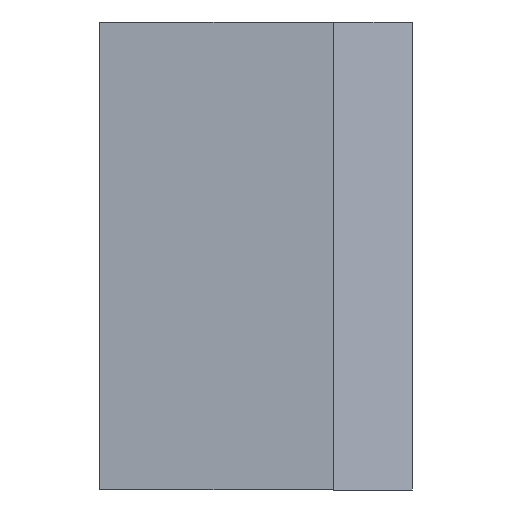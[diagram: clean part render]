
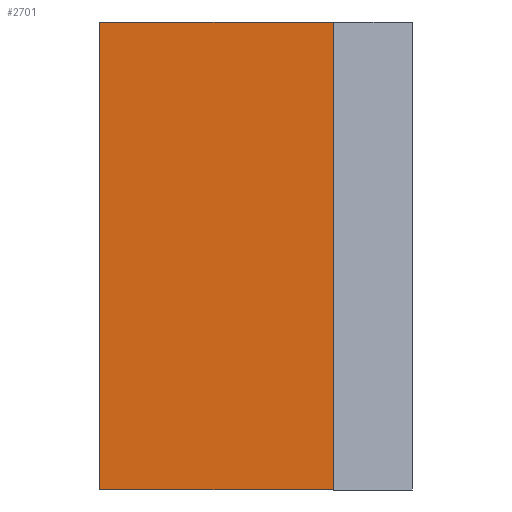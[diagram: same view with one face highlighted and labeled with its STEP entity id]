
A CAD part, left-side view. The second image highlights one B-rep face of the part: STEP entity #2701.
In plain terms, the highlighted planar face has unit normal (-1, 0, 0).
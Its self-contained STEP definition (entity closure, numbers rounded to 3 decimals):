
#87 = EDGE_CURVE ( 'NONE', #1766, #4213, #807, .T. ) ;
#171 = EDGE_CURVE ( 'NONE', #953, #4213, #2183, .T. ) ;
#346 = EDGE_CURVE ( 'NONE', #1821, #1766, #1060, .T. ) ;
#350 = CARTESIAN_POINT ( 'NONE',  ( -6.178, 6.937, 0. ) ) ;
#382 = PLANE ( 'NONE',  #3330 ) ;
#409 = FACE_OUTER_BOUND ( 'NONE', #2306, .T. ) ;
#536 = CARTESIAN_POINT ( 'NONE',  ( -6.178, -4.243, 0. ) ) ;
#807 = LINE ( 'NONE', #5383, #1601 ) ;
#953 = VERTEX_POINT ( 'NONE', #4771 ) ;
#1060 = LINE ( 'NONE', #536, #2809 ) ;
#1112 = ORIENTED_EDGE ( 'NONE', *, *, #4462, .F. ) ;
#1330 = DIRECTION ( 'NONE',  ( 0., 0., 1. ) ) ;
#1601 = VECTOR ( 'NONE', #1330, 1000. ) ;
#1766 = VERTEX_POINT ( 'NONE', #4695 ) ;
#1821 = VERTEX_POINT ( 'NONE', #350 ) ;
#2175 = CARTESIAN_POINT ( 'NONE',  ( -6.178, -4.243, 10. ) ) ;
#2183 = LINE ( 'NONE', #5782, #5636 ) ;
#2199 = DIRECTION ( 'NONE',  ( 0., 0., 1. ) ) ;
#2260 = ORIENTED_EDGE ( 'NONE', *, *, #87, .F. ) ;
#2297 = VECTOR ( 'NONE', #2717, 1000. ) ;
#2306 = EDGE_LOOP ( 'NONE', ( #1112, #3694, #2260, #2549 ) ) ;
#2549 = ORIENTED_EDGE ( 'NONE', *, *, #346, .F. ) ;
#2661 = LINE ( 'NONE', #3214, #2297 ) ;
#2701 = ADVANCED_FACE ( 'NONE', ( #409 ), #382, .T. ) ;
#2717 = DIRECTION ( 'NONE',  ( 0., 0., -1. ) ) ;
#2809 = VECTOR ( 'NONE', #2844, 1000. ) ;
#2838 = CARTESIAN_POINT ( 'NONE',  ( -6.178, 11.938, 10. ) ) ;
#2844 = DIRECTION ( 'NONE',  ( 0., 1., 0. ) ) ;
#3214 = CARTESIAN_POINT ( 'NONE',  ( -6.178, 6.937, 10. ) ) ;
#3330 = AXIS2_PLACEMENT_3D ( 'NONE', #2175, #4443, #2199 ) ;
#3480 = DIRECTION ( 'NONE',  ( 0., 1., 0. ) ) ;
#3694 = ORIENTED_EDGE ( 'NONE', *, *, #171, .T. ) ;
#4213 = VERTEX_POINT ( 'NONE', #2838 ) ;
#4443 = DIRECTION ( 'NONE',  ( -1., 0., 0. ) ) ;
#4462 = EDGE_CURVE ( 'NONE', #953, #1821, #2661, .T. ) ;
#4695 = CARTESIAN_POINT ( 'NONE',  ( -6.178, 11.938, 0. ) ) ;
#4771 = CARTESIAN_POINT ( 'NONE',  ( -6.178, 6.937, 10. ) ) ;
#5383 = CARTESIAN_POINT ( 'NONE',  ( -6.178, 11.938, 10. ) ) ;
#5636 = VECTOR ( 'NONE', #3480, 1000. ) ;
#5782 = CARTESIAN_POINT ( 'NONE',  ( -6.178, -4.243, 10. ) ) ;
